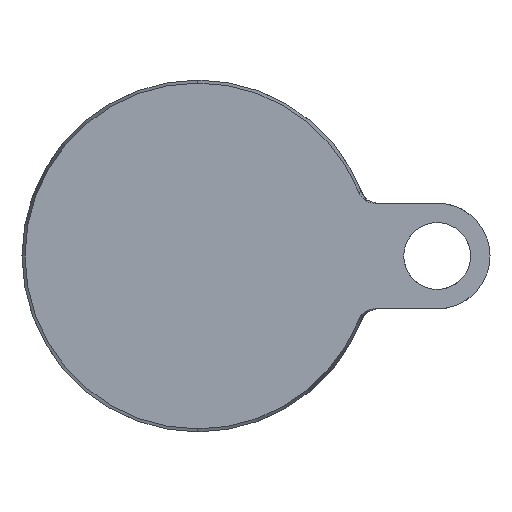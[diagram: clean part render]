
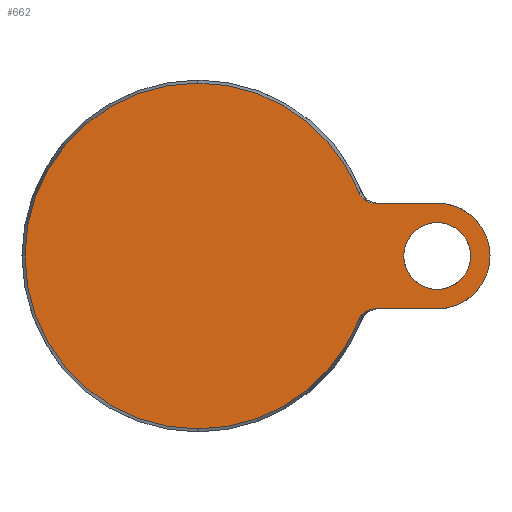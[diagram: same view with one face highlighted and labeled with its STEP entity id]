
A CAD part, front view. The second image highlights one B-rep face of the part: STEP entity #662.
In plain terms, the highlighted planar face has unit normal (0, -1, 0).
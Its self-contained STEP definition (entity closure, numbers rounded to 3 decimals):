
#2 = B_SPLINE_CURVE_WITH_KNOTS ( 'NONE', 3,
 ( #44, #414, #1037, #323, #486, #492, #697, #227, #860, #882, #405, #1131, #309, #780, #685, #1135 ),
 .UNSPECIFIED., .F., .F.,
 ( 4, 2, 2, 2, 2, 2, 2, 4 ),
 ( 0., 0.001, 0.002, 0.003, 0.004, 0.004, 0.005, 0.006 ),
 .UNSPECIFIED. ) ;
#4 = VERTEX_POINT ( 'NONE', #743 ) ;
#7 = CIRCLE ( 'NONE', #854, 49.143 ) ;
#10 = AXIS2_PLACEMENT_3D ( 'NONE', #542, #911, #62 ) ;
#31 = CARTESIAN_POINT ( 'NONE',  ( 0., 0., 0. ) ) ;
#44 = CARTESIAN_POINT ( 'NONE',  ( 45.66, 0., -18.169 ) ) ;
#51 = EDGE_CURVE ( 'NONE', #1099, #173, #190, .T. ) ;
#62 = DIRECTION ( 'NONE',  ( 0., 0., 1. ) ) ;
#68 = ORIENTED_EDGE ( 'NONE', *, *, #161, .T. ) ;
#70 = AXIS2_PLACEMENT_3D ( 'NONE', #1138, #788, #236 ) ;
#82 = CARTESIAN_POINT ( 'NONE',  ( 46.108, 0., 17.258 ) ) ;
#115 = CARTESIAN_POINT ( 'NONE',  ( 50.366, 0., -15. ) ) ;
#121 = DIRECTION ( 'NONE',  ( 0., -1., 0. ) ) ;
#136 = LINE ( 'NONE', #1056, #554 ) ;
#144 = CARTESIAN_POINT ( 'NONE',  ( 68., 0., 0. ) ) ;
#161 = EDGE_CURVE ( 'NONE', #604, #4, #747, .T. ) ;
#167 = ORIENTED_EDGE ( 'NONE', *, *, #51, .F. ) ;
#168 = CARTESIAN_POINT ( 'NONE',  ( 47.955, 0., 15.598 ) ) ;
#173 = VERTEX_POINT ( 'NONE', #115 ) ;
#190 = LINE ( 'NONE', #652, #201 ) ;
#192 = ORIENTED_EDGE ( 'NONE', *, *, #212, .F. ) ;
#201 = VECTOR ( 'NONE', #930, 1000. ) ;
#212 = EDGE_CURVE ( 'NONE', #1158, #1070, #136, .T. ) ;
#226 = EDGE_CURVE ( 'NONE', #4, #993, #1179, .T. ) ;
#227 = CARTESIAN_POINT ( 'NONE',  ( 47.73, 0., -15.726 ) ) ;
#228 = AXIS2_PLACEMENT_3D ( 'NONE', #311, #695, #410 ) ;
#230 = DIRECTION ( 'NONE',  ( 1., 0., 0. ) ) ;
#236 = DIRECTION ( 'NONE',  ( 0., 0., -1. ) ) ;
#241 = EDGE_LOOP ( 'NONE', ( #796, #982 ) ) ;
#245 = CARTESIAN_POINT ( 'NONE',  ( 0., 0., 49.143 ) ) ;
#250 = CARTESIAN_POINT ( 'NONE',  ( 49.86, 0., 15. ) ) ;
#261 = CARTESIAN_POINT ( 'NONE',  ( 47.738, 0., 15.721 ) ) ;
#285 = CARTESIAN_POINT ( 'NONE',  ( 50.366, 0., 15. ) ) ;
#293 = CARTESIAN_POINT ( 'NONE',  ( 68., 0., -9.5 ) ) ;
#297 = CIRCLE ( 'NONE', #10, 9.5 ) ;
#301 = CARTESIAN_POINT ( 'NONE',  ( 45.66, 0., 18.169 ) ) ;
#309 = CARTESIAN_POINT ( 'NONE',  ( 49.363, 0., -15.093 ) ) ;
#311 = CARTESIAN_POINT ( 'NONE',  ( 68., 0., 0. ) ) ;
#314 = EDGE_CURVE ( 'NONE', #1158, #938, #1066, .T. ) ;
#318 = DIRECTION ( 'NONE',  ( 0., 0., -1. ) ) ;
#323 = CARTESIAN_POINT ( 'NONE',  ( 46.575, 0., -16.681 ) ) ;
#348 = CARTESIAN_POINT ( 'NONE',  ( 45.848, 0., 17.699 ) ) ;
#365 = CARTESIAN_POINT ( 'NONE',  ( 47.122, 0., 16.157 ) ) ;
#381 = DIRECTION ( 'NONE',  ( 0., 0., 1. ) ) ;
#396 = DIRECTION ( 'NONE',  ( 0., 0., -1. ) ) ;
#399 = EDGE_LOOP ( 'NONE', ( #192, #421, #1042, #68, #420, #450, #167, #668 ) ) ;
#405 = CARTESIAN_POINT ( 'NONE',  ( 48.637, 0., -15.295 ) ) ;
#410 = DIRECTION ( 'NONE',  ( 0., 0., 1. ) ) ;
#414 = CARTESIAN_POINT ( 'NONE',  ( 45.848, 0., -17.699 ) ) ;
#420 = ORIENTED_EDGE ( 'NONE', *, *, #226, .T. ) ;
#421 = ORIENTED_EDGE ( 'NONE', *, *, #314, .T. ) ;
#447 = CARTESIAN_POINT ( 'NONE',  ( 48.407, 0., 15.384 ) ) ;
#450 = ORIENTED_EDGE ( 'NONE', *, *, #462, .T. ) ;
#453 = CARTESIAN_POINT ( 'NONE',  ( 46.751, 0., 16.495 ) ) ;
#461 = VERTEX_POINT ( 'NONE', #773 ) ;
#462 = EDGE_CURVE ( 'NONE', #993, #173, #2, .T. ) ;
#465 = CARTESIAN_POINT ( 'NONE',  ( 46.58, 0., 16.677 ) ) ;
#472 = DIRECTION ( 'NONE',  ( 0., 1., 0. ) ) ;
#485 = EDGE_CURVE ( 'NONE', #741, #461, #297, .T. ) ;
#486 = CARTESIAN_POINT ( 'NONE',  ( 46.749, 0., -16.497 ) ) ;
#489 = DIRECTION ( 'NONE',  ( 0., 0., -1. ) ) ;
#492 = CARTESIAN_POINT ( 'NONE',  ( 47.118, 0., -16.16 ) ) ;
#502 = CIRCLE ( 'NONE', #1113, 15. ) ;
#542 = CARTESIAN_POINT ( 'NONE',  ( 68., 0., 0. ) ) ;
#554 = VECTOR ( 'NONE', #230, 1000. ) ;
#570 = CARTESIAN_POINT ( 'NONE',  ( -49.143, 0., 0. ) ) ;
#604 = VERTEX_POINT ( 'NONE', #245 ) ;
#622 = CARTESIAN_POINT ( 'NONE',  ( 49.366, 0., 15.074 ) ) ;
#647 = FACE_BOUND ( 'NONE', #241, .T. ) ;
#652 = CARTESIAN_POINT ( 'NONE',  ( 15., 0., -15. ) ) ;
#662 = ADVANCED_FACE ( 'NONE', ( #925, #647 ), #1015, .F. ) ;
#668 = ORIENTED_EDGE ( 'NONE', *, *, #871, .F. ) ;
#685 = CARTESIAN_POINT ( 'NONE',  ( 50.113, 0., -15. ) ) ;
#695 = DIRECTION ( 'NONE',  ( 0., 1., 0. ) ) ;
#697 = CARTESIAN_POINT ( 'NONE',  ( 47.314, 0., -16.005 ) ) ;
#741 = VERTEX_POINT ( 'NONE', #293 ) ;
#743 = CARTESIAN_POINT ( 'NONE',  ( 0., 0., -49.143 ) ) ;
#747 = CIRCLE ( 'NONE', #1010, 49.143 ) ;
#771 = CARTESIAN_POINT ( 'NONE',  ( 45.66, 0., 18.169 ) ) ;
#773 = CARTESIAN_POINT ( 'NONE',  ( 68., 0., 9.5 ) ) ;
#780 = CARTESIAN_POINT ( 'NONE',  ( 49.862, 0., -15.019 ) ) ;
#788 = DIRECTION ( 'NONE',  ( 0., -1., 0. ) ) ;
#796 = ORIENTED_EDGE ( 'NONE', *, *, #485, .T. ) ;
#798 = CARTESIAN_POINT ( 'NONE',  ( 68., 0., 15. ) ) ;
#822 = EDGE_CURVE ( 'NONE', #461, #741, #826, .T. ) ;
#826 = CIRCLE ( 'NONE', #228, 9.5 ) ;
#854 = AXIS2_PLACEMENT_3D ( 'NONE', #947, #121, #489 ) ;
#860 = CARTESIAN_POINT ( 'NONE',  ( 47.952, 0., -15.6 ) ) ;
#871 = EDGE_CURVE ( 'NONE', #1070, #1099, #502, .T. ) ;
#882 = CARTESIAN_POINT ( 'NONE',  ( 48.405, 0., -15.385 ) ) ;
#903 = CARTESIAN_POINT ( 'NONE',  ( 45.66, 0., -18.169 ) ) ;
#908 = CARTESIAN_POINT ( 'NONE',  ( 68., 0., -15. ) ) ;
#911 = DIRECTION ( 'NONE',  ( 0., 1., 0. ) ) ;
#924 = EDGE_CURVE ( 'NONE', #938, #604, #7, .T. ) ;
#925 = FACE_OUTER_BOUND ( 'NONE', #399, .T. ) ;
#930 = DIRECTION ( 'NONE',  ( -1., 0., 0. ) ) ;
#938 = VERTEX_POINT ( 'NONE', #771 ) ;
#947 = CARTESIAN_POINT ( 'NONE',  ( 0., 0., 0. ) ) ;
#982 = ORIENTED_EDGE ( 'NONE', *, *, #822, .T. ) ;
#993 = VERTEX_POINT ( 'NONE', #903 ) ;
#1000 = AXIS2_PLACEMENT_3D ( 'NONE', #570, #472, #381 ) ;
#1010 = AXIS2_PLACEMENT_3D ( 'NONE', #31, #1045, #396 ) ;
#1011 = CARTESIAN_POINT ( 'NONE',  ( 48.644, 0., 15.292 ) ) ;
#1015 = PLANE ( 'NONE',  #1000 ) ;
#1037 = CARTESIAN_POINT ( 'NONE',  ( 46.1, 0., -17.269 ) ) ;
#1042 = ORIENTED_EDGE ( 'NONE', *, *, #924, .T. ) ;
#1045 = DIRECTION ( 'NONE',  ( 0., -1., 0. ) ) ;
#1056 = CARTESIAN_POINT ( 'NONE',  ( 15., 0., 15. ) ) ;
#1066 = B_SPLINE_CURVE_WITH_KNOTS ( 'NONE', 3,
 ( #1088, #250, #622, #1011, #447, #168, #261, #1168, #365, #453, #465, #82, #348, #301 ),
 .UNSPECIFIED., .F., .F.,
 ( 4, 2, 2, 2, 2, 2, 4 ),
 ( 0., 0.001, 0.002, 0.003, 0.004, 0.004, 0.006 ),
 .UNSPECIFIED. ) ;
#1070 = VERTEX_POINT ( 'NONE', #798 ) ;
#1088 = CARTESIAN_POINT ( 'NONE',  ( 50.366, 0., 15. ) ) ;
#1099 = VERTEX_POINT ( 'NONE', #908 ) ;
#1113 = AXIS2_PLACEMENT_3D ( 'NONE', #144, #1144, #318 ) ;
#1131 = CARTESIAN_POINT ( 'NONE',  ( 49.116, 0., -15.149 ) ) ;
#1135 = CARTESIAN_POINT ( 'NONE',  ( 50.366, 0., -15. ) ) ;
#1138 = CARTESIAN_POINT ( 'NONE',  ( 0., 0., 0. ) ) ;
#1144 = DIRECTION ( 'NONE',  ( 0., 1., 0. ) ) ;
#1158 = VERTEX_POINT ( 'NONE', #285 ) ;
#1168 = CARTESIAN_POINT ( 'NONE',  ( 47.322, 0., 16. ) ) ;
#1179 = CIRCLE ( 'NONE', #70, 49.143 ) ;
